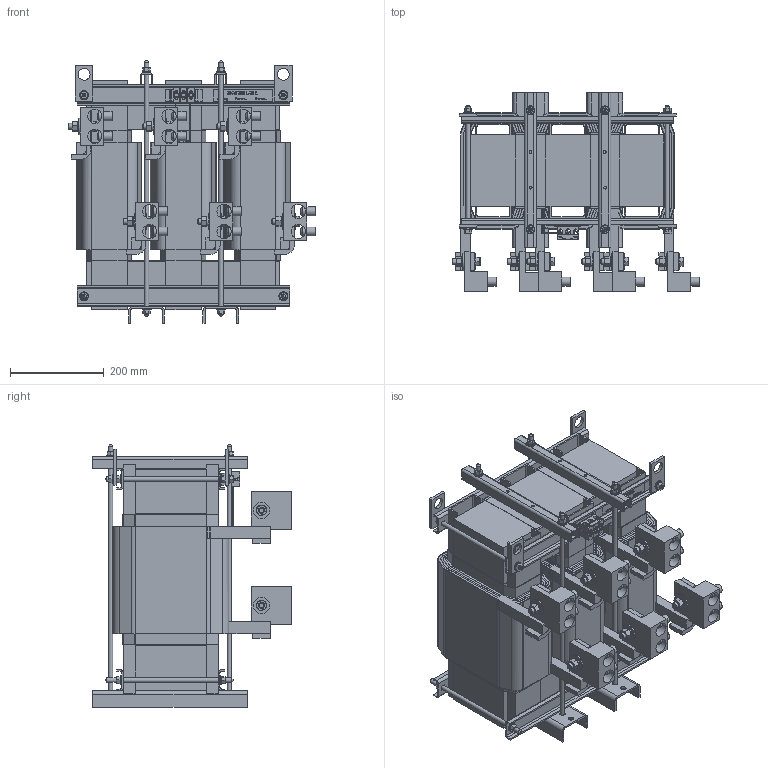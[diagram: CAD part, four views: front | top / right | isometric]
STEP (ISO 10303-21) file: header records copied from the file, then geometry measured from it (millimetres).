
FILE_DESCRIPTION(/* description */ (''),/* implementation_level */ '2;1');
FILE_NAME(/* name */ 'KLRUL750APTMG.stp',/* time_stamp */ '2020-03-10T13:31:38-05:00',/* author */ ('jnelson'),/* organization */ (''),/* preprocessor_version */ 'ST-DEVELOPER v17',/* originating_system */ 'Autodesk Inventor 2019',/* authorisation */ '');
FILE_SCHEMA (('AUTOMOTIVE_DESIGN { 1 0 10303 214 3 1 1 }'));
Length unit declared in the file: inch
Products named in the file (38): KLRUL750PTMG; KTRMG750A; 24164-24201; 23799; 24202; 26328; 15136; 26552; 4841; 20239-REV-D; 22543; 22215; 4948; 4132; 11626 AND 1509; 1509; 11626; 29477-KTRMG362AMSX1; 28453; 28453_1; 11923insert; 11923-1; 11923-2; 11923-3; 31615; 31006; 31006_1; 31003 - Bracket; 30097- LARGE  BLANK  (REACTOR); 14331 WIRING KTRMG362AMS; 14331 WIRING KTRMG362AMS Short Bend; 1610 AND 1511 AND 1512; 1610; 1511; 21295; 10251 AND 1512; 10251; 1512
Assembly tree (103 placements, depth 5):
  KLRUL750PTMG
    KTRMG750A
      24202  x2
      23799  x4
      24164-24201  x3
      26328  x2
      15136  x2
      26552  x2
      4841  x2
      20239-REV-D  x6
      22543  x3
      22215  x4
      4948  x4
      4132  x4
      11626 AND 1509  x20
        1509
        11626
      29477-KTRMG362AMSX1
      28453
        28453_1
        11923insert  x3
          11923-1
          11923-2
          11923-3
      14331 WIRING KTRMG362AMS  x2
      14331 WIRING KTRMG362AMS Short Bend  x2
      31615
      31006
        31006_1
        31003 - Bracket
      30097- LARGE  BLANK  (REACTOR)
    1610 AND 1511 AND 1512  x6
      1610
      1512
      1511
    21295  x6
    10251 AND 1512  x6
      10251
      1512
Bounding box: 529.08 x 424.26 x 561.27 mm (x, y, z)
Volume: 37538909.9 mm3; surface area: 8076573.6 mm2
Topology: 139 solids, 139 shells, 4607 faces, 12174 edges, 7866 vertices
Faces by surface type: plane 2323, cylinder 1994, bspline 202, cone 60, torus 24, sphere 4
Full cylindrical faces by diameter (mm): 1.524 x10, 3.175 x3, 3.472 x3, 4.166 x2, 4.496 x6, 4.724 x2, 5.436 x2, 5.69 x4, 5.867 x6, 6.35 x6, 7.01 x6, 7.798 x20, 9.525 x28, 11.112 x4, 11.176 x16, 12.7 x12, 13.462 x6, 14.351 x12, 16.669 x6, 19.05 x44, 25.4 x4, 30.48 x12, 35.052 x12
Entity records: 47354 total; most frequent: CARTESIAN_POINT 11122, ORIENTED_EDGE 7474, DIRECTION 6720, EDGE_CURVE 3737, LINE 2594, VECTOR 2594, VERTEX_POINT 2448, AXIS2_PLACEMENT_3D 2063
